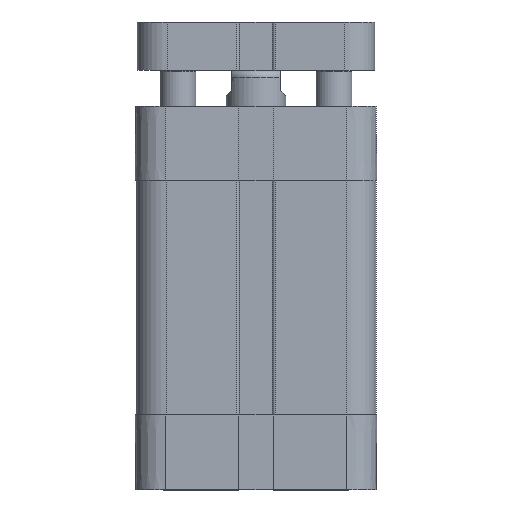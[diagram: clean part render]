
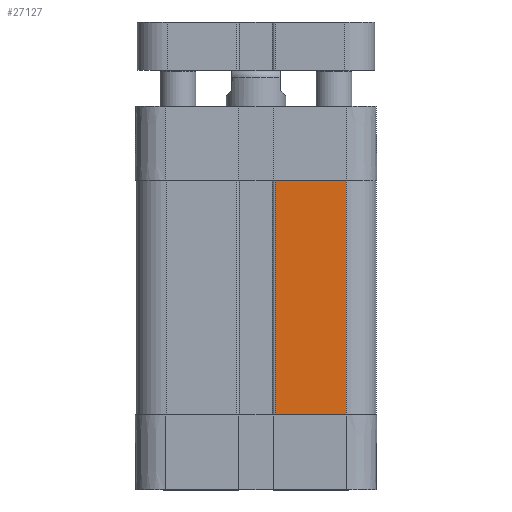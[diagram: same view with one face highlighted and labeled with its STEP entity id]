
A CAD part, front view. The second image highlights one B-rep face of the part: STEP entity #27127.
In plain terms, the highlighted planar face has unit normal (0, -1, 0).
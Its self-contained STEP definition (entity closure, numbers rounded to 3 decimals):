
#2313=LINE($,#51322,#4338);
#2375=LINE($,#51500,#4400);
#2376=LINE($,#51503,#4401);
#2377=LINE($,#51504,#4402);
#4338=VECTOR($,#31768,1.175);
#4400=VECTOR($,#31960,3.9);
#4401=VECTOR($,#31963,1.175);
#4402=VECTOR($,#31964,3.9);
#6959=PLANE($,#28280);
#8577=FACE_OUTER_BOUND($,#10259,.T.);
#10259=EDGE_LOOP($,(#24392,#24393,#24394,#24395));
#13291=VERTEX_POINT($,#51319);
#13292=VERTEX_POINT($,#51321);
#13343=VERTEX_POINT($,#51498);
#13344=VERTEX_POINT($,#51502);
#17038=EDGE_CURVE($,#13292,#13291,#2313,.T.);
#17127=EDGE_CURVE($,#13343,#13291,#2375,.T.);
#17128=EDGE_CURVE($,#13343,#13344,#2376,.T.);
#17129=EDGE_CURVE($,#13344,#13292,#2377,.T.);
#24392=ORIENTED_EDGE($,*,*,#17128,.T.);
#24393=ORIENTED_EDGE($,*,*,#17129,.T.);
#24394=ORIENTED_EDGE($,*,*,#17038,.T.);
#24395=ORIENTED_EDGE($,*,*,#17127,.F.);
#27127=ADVANCED_FACE($,(#8577),#6959,.T.);
#28280=AXIS2_PLACEMENT_3D($,#51501,#31961,#31962);
#31768=DIRECTION($,(1.,0.,0.));
#31960=DIRECTION($,(0.,0.,-1.));
#31961=DIRECTION('center_axis',(0.,-1.,0.));
#31962=DIRECTION('ref_axis',(1.,0.,0.));
#31963=DIRECTION($,(-1.,0.,0.));
#31964=DIRECTION($,(0.,0.,-1.));
#51319=CARTESIAN_POINT('',(1.5,-2.,1.25));
#51321=CARTESIAN_POINT('',(0.325,-2.,1.25));
#51322=CARTESIAN_POINT($,(0.325,-2.,1.25));
#51498=CARTESIAN_POINT('',(1.5,-2.,5.15));
#51500=CARTESIAN_POINT($,(1.5,-2.,5.15));
#51501=CARTESIAN_POINT('Origin',(1.5,-2.,11.95));
#51502=CARTESIAN_POINT('',(0.325,-2.,5.15));
#51503=CARTESIAN_POINT($,(1.5,-2.,5.15));
#51504=CARTESIAN_POINT($,(0.325,-2.,5.15));
